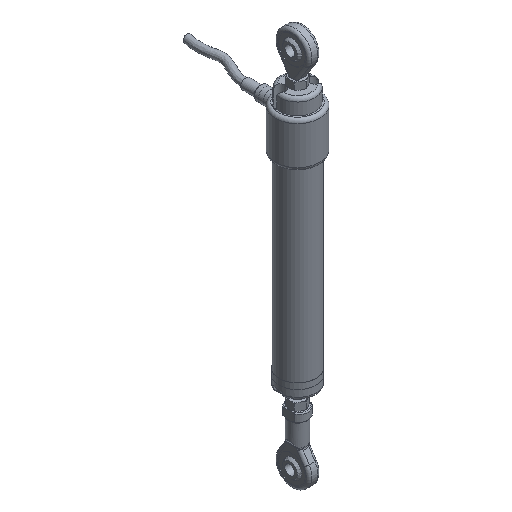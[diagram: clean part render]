
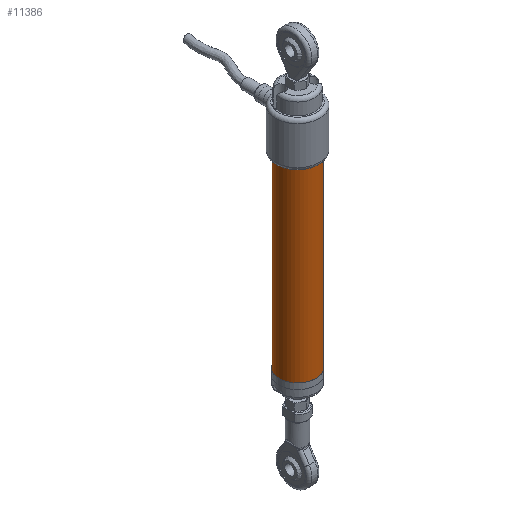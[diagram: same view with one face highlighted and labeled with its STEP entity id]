
A CAD part, isometric view. The second image highlights one B-rep face of the part: STEP entity #11386.
In plain terms, the highlighted cylindrical face has radius 9.5 mm (diameter 19 mm), a full revolution.
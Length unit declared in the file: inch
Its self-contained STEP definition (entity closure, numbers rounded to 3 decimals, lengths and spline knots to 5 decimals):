
#167 = FACE_OUTER_BOUND ( 'NONE', #20490, .T. ) ;
#1989 = DIRECTION ( 'NONE',  ( 0., 0., 1. ) ) ;
#5226 = AXIS2_PLACEMENT_3D ( 'NONE', #20711, #1989, #15704 ) ;
#5280 = EDGE_LOOP ( 'NONE', ( #11308 ) ) ;
#5835 = AXIS2_PLACEMENT_3D ( 'NONE', #20671, #13845, #16924 ) ;
#6186 = DIRECTION ( 'NONE',  ( 1., 0., 0. ) ) ;
#6367 = CARTESIAN_POINT ( 'NONE',  ( 0.37402, 0., -4.29134 ) ) ;
#8608 = FACE_OUTER_BOUND ( 'NONE', #5280, .T. ) ;
#8725 = CYLINDRICAL_SURFACE ( 'NONE', #5226, 0.37402 ) ;
#9720 = CARTESIAN_POINT ( 'NONE',  ( 0., 0., 0. ) ) ;
#10283 = EDGE_CURVE ( 'NONE', #16676, #16676, #16070, .T. ) ;
#11308 = ORIENTED_EDGE ( 'NONE', *, *, #13379, .F. ) ;
#11386 = ADVANCED_FACE ( 'NONE', ( #167, #8608 ), #8725, .T. ) ;
#11599 = VERTEX_POINT ( 'NONE', #18575 ) ;
#13379 = EDGE_CURVE ( 'NONE', #11599, #11599, #19961, .T. ) ;
#13510 = DIRECTION ( 'NONE',  ( 0., 0., 1. ) ) ;
#13845 = DIRECTION ( 'NONE',  ( 0., 0., 1. ) ) ;
#15704 = DIRECTION ( 'NONE',  ( 1., 0., 0. ) ) ;
#15978 = ORIENTED_EDGE ( 'NONE', *, *, #10283, .T. ) ;
#16070 = CIRCLE ( 'NONE', #5835, 0.37402 ) ;
#16333 = AXIS2_PLACEMENT_3D ( 'NONE', #9720, #13510, #6186 ) ;
#16676 = VERTEX_POINT ( 'NONE', #6367 ) ;
#16924 = DIRECTION ( 'NONE',  ( 1., 0., 0. ) ) ;
#18575 = CARTESIAN_POINT ( 'NONE',  ( 0.37402, 0., 0. ) ) ;
#19961 = CIRCLE ( 'NONE', #16333, 0.37402 ) ;
#20490 = EDGE_LOOP ( 'NONE', ( #15978 ) ) ;
#20671 = CARTESIAN_POINT ( 'NONE',  ( 0., 0., -4.29134 ) ) ;
#20711 = CARTESIAN_POINT ( 'NONE',  ( 0., 0., -4.29134 ) ) ;
